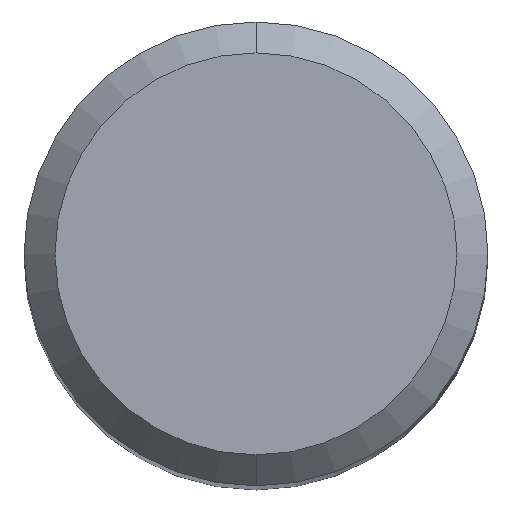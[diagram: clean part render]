
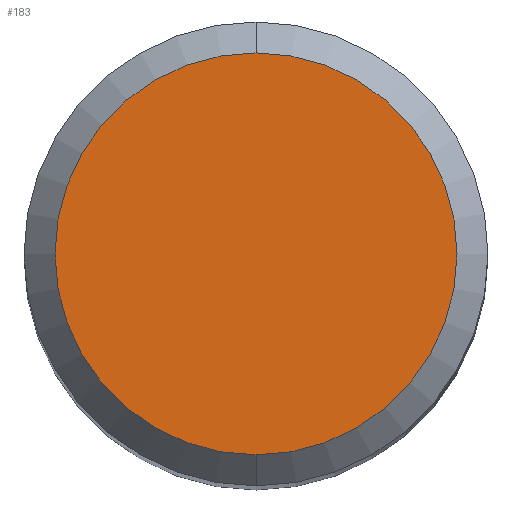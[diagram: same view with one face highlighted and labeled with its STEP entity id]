
A CAD part, top view. The second image highlights one B-rep face of the part: STEP entity #183.
In plain terms, the highlighted planar face has unit normal (0, 0, 1).
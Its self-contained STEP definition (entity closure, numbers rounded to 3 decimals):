
#145=EDGE_CURVE('',#181,#165,#301,.T.);
#165=VERTEX_POINT('',#325);
#181=VERTEX_POINT('',#343);
#183=ADVANCED_FACE('',(#345),#346,.T.);
#207=EDGE_CURVE('',#165,#181,#374,.T.);
#301=CIRCLE('',#480,2.6);
#325=CARTESIAN_POINT('',(0.0,2.6,0.));
#343=CARTESIAN_POINT('',(0.,-2.6,0.));
#345=FACE_OUTER_BOUND('',#535,.T.);
#346=PLANE('',#536);
#374=CIRCLE('',#571,2.6);
#480=AXIS2_PLACEMENT_3D('',#663,#664,#665);
#535=EDGE_LOOP('',(#721,#722));
#536=AXIS2_PLACEMENT_3D('',#723,#724,#725);
#571=AXIS2_PLACEMENT_3D('',#769,#770,#771);
#663=CARTESIAN_POINT('',(0.0,0.0,0.));
#664=DIRECTION('',(0.0,0.0,-1.0));
#665=DIRECTION('',(0.0,1.0,0.0));
#721=ORIENTED_EDGE('',*,*,#207,.F.);
#722=ORIENTED_EDGE('',*,*,#145,.F.);
#723=CARTESIAN_POINT('',(0.0,1.3,0.));
#724=DIRECTION('',(-0.0,0.0,1.0));
#725=DIRECTION('',(0.0,-1.0,0.0));
#769=CARTESIAN_POINT('',(0.0,0.0,0.));
#770=DIRECTION('',(0.0,0.0,-1.0));
#771=DIRECTION('',(0.0,1.0,0.0));
